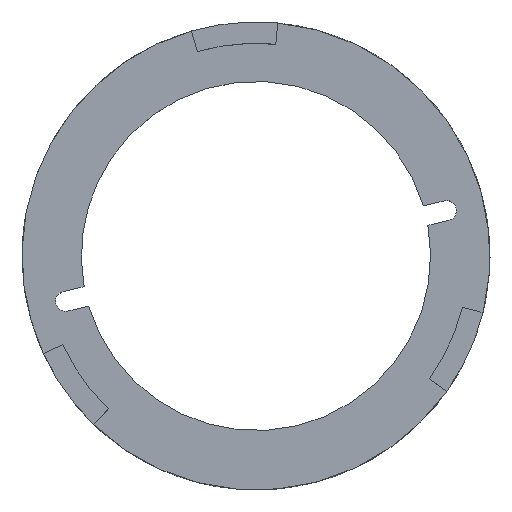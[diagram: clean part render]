
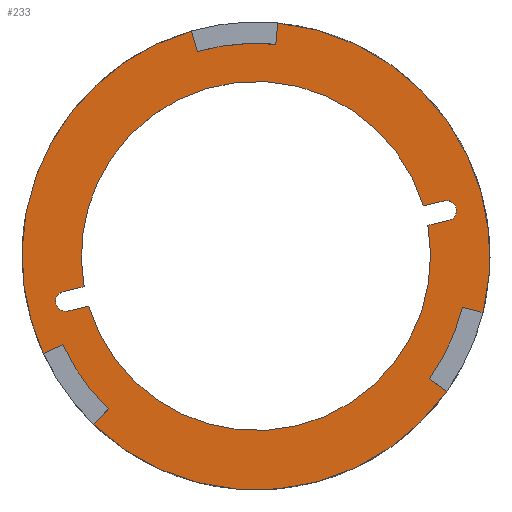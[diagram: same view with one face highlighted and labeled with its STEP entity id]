
A CAD part, top view. The second image highlights one B-rep face of the part: STEP entity #233.
In plain terms, the highlighted planar face has unit normal (0, 0, 1).
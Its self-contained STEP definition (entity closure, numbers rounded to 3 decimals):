
#27=CARTESIAN_POINT('',(0.,0.,20.7));
#28=DIRECTION('',(0.,0.,1.));
#29=DIRECTION('',(0.983,-0.185,0.));
#30=AXIS2_PLACEMENT_3D('',#27,#28,#29);
#31=PLANE('',#30);
#32=CARTESIAN_POINT('',(19.131,-13.562,20.7));
#33=VERTEX_POINT('',#32);
#34=CARTESIAN_POINT('',(21.048,-14.921,20.7));
#35=VERTEX_POINT('',#34);
#36=CARTESIAN_POINT('',(19.131,-13.562,20.7));
#37=DIRECTION('',(0.816,-0.578,0.));
#38=VECTOR('',#37,2.35);
#39=LINE('',#36,#38);
#40=EDGE_CURVE('',#33,#35,#39,.T.);
#41=ORIENTED_EDGE('',*,*,#40,.F.);
#42=CARTESIAN_POINT('',(22.753,-5.674,20.7));
#43=VERTEX_POINT('',#42);
#44=CARTESIAN_POINT('',(0.,-0.001,20.7));
#45=DIRECTION('',(0.,0.,1.));
#46=DIRECTION('',(1.,0.,-0.));
#47=AXIS2_PLACEMENT_3D('',#44,#45,#46);
#48=CIRCLE('',#47,23.45);
#49=EDGE_CURVE('',#33,#43,#48,.T.);
#50=ORIENTED_EDGE('',*,*,#49,.T.);
#51=CARTESIAN_POINT('',(25.033,-6.243,20.7));
#52=VERTEX_POINT('',#51);
#53=CARTESIAN_POINT('',(22.753,-5.674,20.7));
#54=DIRECTION('',(0.97,-0.242,0.));
#55=VECTOR('',#54,2.35);
#56=LINE('',#53,#55);
#57=EDGE_CURVE('',#43,#52,#56,.T.);
#58=ORIENTED_EDGE('',*,*,#57,.T.);
#59=CARTESIAN_POINT('',(2.398,25.688,20.7));
#60=VERTEX_POINT('',#59);
#61=CARTESIAN_POINT('',(0.,0.,20.7));
#62=DIRECTION('',(-0.,-0.,1.));
#63=DIRECTION('',(-1.,0.,0.));
#64=AXIS2_PLACEMENT_3D('',#61,#62,#63);
#65=CIRCLE('',#64,25.8);
#66=EDGE_CURVE('',#52,#60,#65,.T.);
#67=ORIENTED_EDGE('',*,*,#66,.T.);
#68=CARTESIAN_POINT('',(2.179,23.348,20.7));
#69=VERTEX_POINT('',#68);
#70=CARTESIAN_POINT('',(2.179,23.348,20.7));
#71=DIRECTION('',(0.093,0.996,0.));
#72=VECTOR('',#71,2.351);
#73=LINE('',#70,#72);
#74=EDGE_CURVE('',#69,#60,#73,.T.);
#75=ORIENTED_EDGE('',*,*,#74,.F.);
#76=CARTESIAN_POINT('',(-6.463,22.541,20.7));
#77=VERTEX_POINT('',#76);
#78=CARTESIAN_POINT('',(0.,-0.001,20.7));
#79=DIRECTION('',(0.,0.,1.));
#80=DIRECTION('',(1.,0.,-0.));
#81=AXIS2_PLACEMENT_3D('',#78,#79,#80);
#82=CIRCLE('',#81,23.45);
#83=EDGE_CURVE('',#69,#77,#82,.T.);
#84=ORIENTED_EDGE('',*,*,#83,.T.);
#85=CARTESIAN_POINT('',(-7.111,24.801,20.7));
#86=VERTEX_POINT('',#85);
#87=CARTESIAN_POINT('',(-6.463,22.541,20.7));
#88=DIRECTION('',(-0.276,0.961,0.));
#89=VECTOR('',#88,2.351);
#90=LINE('',#87,#89);
#91=EDGE_CURVE('',#77,#86,#90,.T.);
#92=ORIENTED_EDGE('',*,*,#91,.T.);
#93=CARTESIAN_POINT('',(-25.354,4.775,20.7));
#94=VERTEX_POINT('',#93);
#95=CARTESIAN_POINT('',(0.,0.,20.7));
#96=DIRECTION('',(-0.,-0.,1.));
#97=DIRECTION('',(-1.,0.,0.));
#98=AXIS2_PLACEMENT_3D('',#95,#96,#97);
#99=CIRCLE('',#98,25.8);
#100=EDGE_CURVE('',#86,#94,#99,.T.);
#101=ORIENTED_EDGE('',*,*,#100,.T.);
#102=CARTESIAN_POINT('',(-23.445,-10.769,20.7));
#103=VERTEX_POINT('',#102);
#104=CARTESIAN_POINT('',(0.,0.,20.7));
#105=DIRECTION('',(-0.,-0.,1.));
#106=DIRECTION('',(-1.,0.,0.));
#107=AXIS2_PLACEMENT_3D('',#104,#105,#106);
#108=CIRCLE('',#107,25.8);
#109=EDGE_CURVE('',#94,#103,#108,.T.);
#110=ORIENTED_EDGE('',*,*,#109,.T.);
#111=CARTESIAN_POINT('',(-21.31,-9.788,20.7));
#112=VERTEX_POINT('',#111);
#113=CARTESIAN_POINT('',(-21.31,-9.788,20.7));
#114=DIRECTION('',(-0.909,-0.417,0.));
#115=VECTOR('',#114,2.35);
#116=LINE('',#113,#115);
#117=EDGE_CURVE('',#112,#103,#116,.T.);
#118=ORIENTED_EDGE('',*,*,#117,.F.);
#119=CARTESIAN_POINT('',(-16.29,-16.869,20.7));
#120=VERTEX_POINT('',#119);
#121=CARTESIAN_POINT('',(0.,-0.001,20.7));
#122=DIRECTION('',(0.,0.,1.));
#123=DIRECTION('',(1.,0.,-0.));
#124=AXIS2_PLACEMENT_3D('',#121,#122,#123);
#125=CIRCLE('',#124,23.45);
#126=EDGE_CURVE('',#112,#120,#125,.T.);
#127=ORIENTED_EDGE('',*,*,#126,.T.);
#128=CARTESIAN_POINT('',(-17.922,-18.559,20.7));
#129=VERTEX_POINT('',#128);
#130=CARTESIAN_POINT('',(-16.29,-16.869,20.7));
#131=DIRECTION('',(-0.695,-0.719,0.));
#132=VECTOR('',#131,2.349);
#133=LINE('',#130,#132);
#134=EDGE_CURVE('',#120,#129,#133,.T.);
#135=ORIENTED_EDGE('',*,*,#134,.T.);
#136=CARTESIAN_POINT('',(0.,0.,20.7));
#137=DIRECTION('',(-0.,-0.,1.));
#138=DIRECTION('',(-1.,0.,0.));
#139=AXIS2_PLACEMENT_3D('',#136,#137,#138);
#140=CIRCLE('',#139,25.8);
#141=EDGE_CURVE('',#129,#35,#140,.T.);
#142=ORIENTED_EDGE('',*,*,#141,.T.);
#143=EDGE_LOOP('',(#41,#50,#58,#67,#75,#84,#92,#101,#110,#118,#127,#135,#142));
#144=FACE_BOUND('',#143,.T.);
#145=CARTESIAN_POINT('',(-21.255,-3.929,20.7));
#146=VERTEX_POINT('',#145);
#147=CARTESIAN_POINT('',(-20.745,-6.069,20.7));
#148=VERTEX_POINT('',#147);
#149=CARTESIAN_POINT('',(-21.,-4.999,20.7));
#150=DIRECTION('',(0.,0.,1.));
#151=DIRECTION('',(1.,0.,-0.));
#152=AXIS2_PLACEMENT_3D('',#149,#150,#151);
#153=CIRCLE('',#152,1.1);
#154=EDGE_CURVE('',#146,#148,#153,.T.);
#155=ORIENTED_EDGE('',*,*,#154,.F.);
#156=CARTESIAN_POINT('',(-18.952,-3.381,20.7));
#157=VERTEX_POINT('',#156);
#158=CARTESIAN_POINT('',(-21.255,-3.929,20.7));
#159=DIRECTION('',(0.973,0.232,0.));
#160=VECTOR('',#159,2.368);
#161=LINE('',#158,#160);
#162=EDGE_CURVE('',#146,#157,#161,.T.);
#163=ORIENTED_EDGE('',*,*,#162,.T.);
#164=CARTESIAN_POINT('',(-16.022,10.671,20.7));
#165=VERTEX_POINT('',#164);
#166=CARTESIAN_POINT('',(-0.001,-0.001,20.7));
#167=DIRECTION('',(0.,0.,1.));
#168=DIRECTION('',(1.,0.,-0.));
#169=AXIS2_PLACEMENT_3D('',#166,#167,#168);
#170=CIRCLE('',#169,19.25);
#171=EDGE_CURVE('',#165,#157,#170,.T.);
#172=ORIENTED_EDGE('',*,*,#171,.F.);
#173=CARTESIAN_POINT('',(18.442,5.521,20.7));
#174=VERTEX_POINT('',#173);
#175=CARTESIAN_POINT('',(0.,0.,20.7));
#176=DIRECTION('',(0.,0.,1.));
#177=DIRECTION('',(1.,0.,-0.));
#178=AXIS2_PLACEMENT_3D('',#175,#176,#177);
#179=CIRCLE('',#178,19.25);
#180=EDGE_CURVE('',#174,#165,#179,.T.);
#181=ORIENTED_EDGE('',*,*,#180,.F.);
#182=CARTESIAN_POINT('',(20.745,6.069,20.7));
#183=VERTEX_POINT('',#182);
#184=CARTESIAN_POINT('',(18.442,5.521,20.7));
#185=DIRECTION('',(0.973,0.232,0.));
#186=VECTOR('',#185,2.368);
#187=LINE('',#184,#186);
#188=EDGE_CURVE('',#174,#183,#187,.T.);
#189=ORIENTED_EDGE('',*,*,#188,.T.);
#190=CARTESIAN_POINT('',(22.1,4.999,20.7));
#191=VERTEX_POINT('',#190);
#192=CARTESIAN_POINT('',(21.,4.999,20.7));
#193=DIRECTION('',(0.,0.,1.));
#194=DIRECTION('',(1.,0.,-0.));
#195=AXIS2_PLACEMENT_3D('',#192,#193,#194);
#196=CIRCLE('',#195,1.1);
#197=EDGE_CURVE('',#191,#183,#196,.T.);
#198=ORIENTED_EDGE('',*,*,#197,.F.);
#199=CARTESIAN_POINT('',(21.255,3.929,20.7));
#200=VERTEX_POINT('',#199);
#201=CARTESIAN_POINT('',(21.,4.999,20.7));
#202=DIRECTION('',(0.,0.,1.));
#203=DIRECTION('',(1.,0.,-0.));
#204=AXIS2_PLACEMENT_3D('',#201,#202,#203);
#205=CIRCLE('',#204,1.1);
#206=EDGE_CURVE('',#200,#191,#205,.T.);
#207=ORIENTED_EDGE('',*,*,#206,.F.);
#208=CARTESIAN_POINT('',(18.951,3.381,20.7));
#209=VERTEX_POINT('',#208);
#210=CARTESIAN_POINT('',(18.951,3.381,20.7));
#211=DIRECTION('',(0.973,0.232,0.));
#212=VECTOR('',#211,2.368);
#213=LINE('',#210,#212);
#214=EDGE_CURVE('',#209,#200,#213,.T.);
#215=ORIENTED_EDGE('',*,*,#214,.F.);
#216=CARTESIAN_POINT('',(-18.441,-5.521,20.7));
#217=VERTEX_POINT('',#216);
#218=CARTESIAN_POINT('',(0.,0.,20.7));
#219=DIRECTION('',(0.,0.,1.));
#220=DIRECTION('',(1.,0.,-0.));
#221=AXIS2_PLACEMENT_3D('',#218,#219,#220);
#222=CIRCLE('',#221,19.25);
#223=EDGE_CURVE('',#217,#209,#222,.T.);
#224=ORIENTED_EDGE('',*,*,#223,.F.);
#225=CARTESIAN_POINT('',(-20.745,-6.069,20.7));
#226=DIRECTION('',(0.973,0.232,0.));
#227=VECTOR('',#226,2.369);
#228=LINE('',#225,#227);
#229=EDGE_CURVE('',#148,#217,#228,.T.);
#230=ORIENTED_EDGE('',*,*,#229,.F.);
#231=EDGE_LOOP('',(#155,#163,#172,#181,#189,#198,#207,#215,#224,#230));
#232=FACE_BOUND('',#231,.T.);
#233=ADVANCED_FACE('',(#144,#232),#31,.T.);
